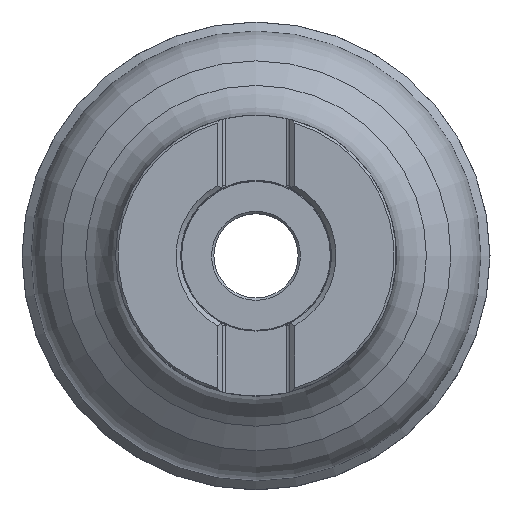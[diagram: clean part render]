
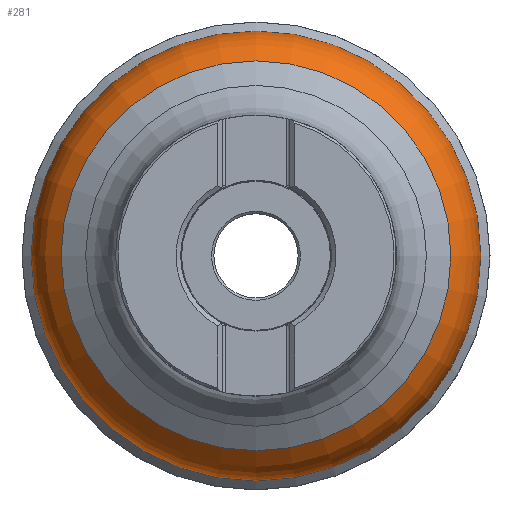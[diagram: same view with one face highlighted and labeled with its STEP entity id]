
A CAD part, top view. The second image highlights one B-rep face of the part: STEP entity #281.
In plain terms, the highlighted toroidal (fillet/blend) face has major radius 33.042 mm and minor radius 15 mm.
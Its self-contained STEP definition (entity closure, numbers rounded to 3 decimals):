
#34=TOROIDAL_SURFACE('',#1075,33.042,15.);
#281=ADVANCED_FACE('',(#373,#374),#34,.T.);
#373=FACE_BOUND('',#443,.T.);
#374=FACE_BOUND('',#444,.T.);
#443=EDGE_LOOP('',(#570));
#444=EDGE_LOOP('',(#571));
#570=ORIENTED_EDGE('',*,*,#883,.F.);
#571=ORIENTED_EDGE('',*,*,#895,.F.);
#788=VERTEX_POINT('',#1642);
#799=VERTEX_POINT('',#1672);
#883=EDGE_CURVE('',#788,#788,#991,.T.);
#895=EDGE_CURVE('',#799,#799,#1001,.T.);
#991=CIRCLE('',#1055,41.646);
#1001=CIRCLE('',#1072,48.042);
#1055=AXIS2_PLACEMENT_3D('',#1641,#1221,#1222);
#1072=AXIS2_PLACEMENT_3D('',#1671,#1257,#1258);
#1075=AXIS2_PLACEMENT_3D('',#1675,#1263,#1264);
#1221=DIRECTION('',(0.,0.,1.));
#1222=DIRECTION('',(1.,0.,0.));
#1257=DIRECTION('',(0.,0.,-1.));
#1258=DIRECTION('',(1.,0.,0.));
#1263=DIRECTION('',(0.,0.,1.));
#1264=DIRECTION('',(1.,0.,0.));
#1641=CARTESIAN_POINT('',(0.,0.,-27.154));
#1642=CARTESIAN_POINT('',(41.646,0.,-27.154));
#1671=CARTESIAN_POINT('',(0.,0.,-39.442));
#1672=CARTESIAN_POINT('',(48.042,0.,-39.442));
#1675=CARTESIAN_POINT('',(0.,0.,-39.442));
